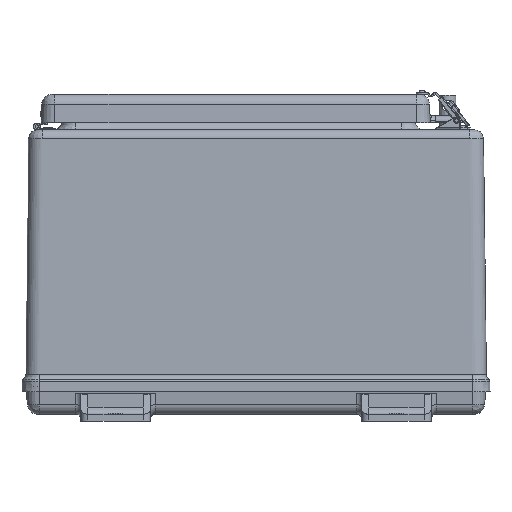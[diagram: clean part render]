
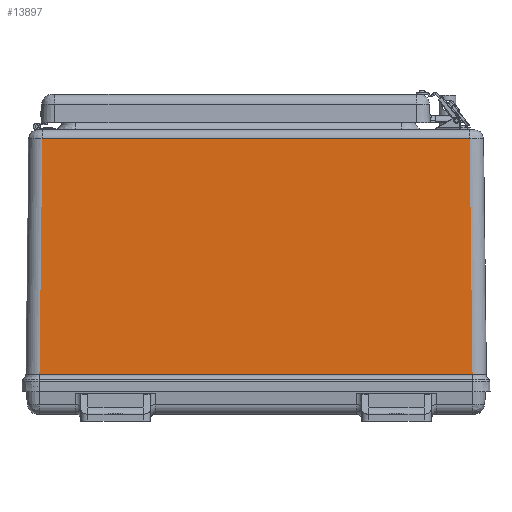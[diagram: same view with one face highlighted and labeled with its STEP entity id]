
A CAD part, front view. The second image highlights one B-rep face of the part: STEP entity #13897.
In plain terms, the highlighted planar face has unit normal (0, -1, 0.012).
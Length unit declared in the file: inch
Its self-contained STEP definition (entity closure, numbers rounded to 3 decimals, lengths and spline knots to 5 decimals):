
#514=PLANE($,#14864);
#861=LINE($,#21344,#1939);
#882=LINE($,#21949,#1960);
#883=LINE($,#21951,#1961);
#912=LINE($,#22600,#1990);
#913=LINE($,#22601,#1991);
#978=LINE($,#23974,#2056);
#980=LINE($,#24051,#2058);
#981=LINE($,#24052,#2059);
#1939=VECTOR($,#16519,15.61492);
#1960=VECTOR($,#16570,0.00773);
#1961=VECTOR($,#16571,0.00003);
#1990=VECTOR($,#16620,0.00003);
#1991=VECTOR($,#16621,0.00773);
#2056=VECTOR($,#16920,15.40875);
#2058=VECTOR($,#16930,8.50267);
#2059=VECTOR($,#16931,8.50267);
#3525=FACE_OUTER_BOUND($,#4411,.T.);
#4411=EDGE_LOOP($,(#10068,#10069,#10070,#10071,#10072,#10073,#10074,#10075));
#6188=VERTEX_POINT($,#21320);
#6192=VERTEX_POINT($,#21342);
#6218=VERTEX_POINT($,#21948);
#6219=VERTEX_POINT($,#21950);
#6248=VERTEX_POINT($,#22591);
#6249=VERTEX_POINT($,#22599);
#6323=VERTEX_POINT($,#23895);
#6325=VERTEX_POINT($,#23972);
#7534=EDGE_CURVE($,#6192,#6188,#861,.T.);
#7573=EDGE_CURVE($,#6188,#6218,#882,.T.);
#7574=EDGE_CURVE($,#6219,#6218,#883,.T.);
#7622=EDGE_CURVE($,#6249,#6248,#912,.T.);
#7623=EDGE_CURVE($,#6192,#6249,#913,.T.);
#7763=EDGE_CURVE($,#6323,#6325,#978,.T.);
#7767=EDGE_CURVE($,#6325,#6248,#980,.T.);
#7768=EDGE_CURVE($,#6219,#6323,#981,.T.);
#10068=ORIENTED_EDGE($,*,*,#7534,.F.);
#10069=ORIENTED_EDGE($,*,*,#7623,.T.);
#10070=ORIENTED_EDGE($,*,*,#7622,.T.);
#10071=ORIENTED_EDGE($,*,*,#7767,.F.);
#10072=ORIENTED_EDGE($,*,*,#7763,.F.);
#10073=ORIENTED_EDGE($,*,*,#7768,.F.);
#10074=ORIENTED_EDGE($,*,*,#7574,.T.);
#10075=ORIENTED_EDGE($,*,*,#7573,.F.);
#13897=ADVANCED_FACE($,(#3525),#514,.T.);
#14864=AXIS2_PLACEMENT_3D($,#24050,#16928,#16929);
#16519=DIRECTION($,(-1.,0.,0.));
#16570=DIRECTION($,(0.,0.012,1.));
#16571=DIRECTION($,(1.,0.,0.));
#16620=DIRECTION($,(1.,0.,0.));
#16621=DIRECTION($,(0.,0.012,1.));
#16920=DIRECTION($,(1.,0.,0.));
#16928=DIRECTION('center_axis',(0.,-1.,0.012));
#16929=DIRECTION('ref_axis',(0.,-0.012,-1.));
#16930=DIRECTION($,(0.012,-0.012,-1.));
#16931=DIRECTION($,(0.012,0.012,1.));
#21320=CARTESIAN_POINT('',(-7.80746,-10.14604,-0.00773));
#21342=CARTESIAN_POINT('',(7.80746,-10.14604,-0.00773));
#21344=CARTESIAN_POINT($,(7.80746,-10.14604,-0.00773));
#21948=CARTESIAN_POINT('',(-7.80746,-10.14595,0.));
#21949=CARTESIAN_POINT($,(-7.80746,-10.14604,-0.00773));
#21950=CARTESIAN_POINT('',(-7.80749,-10.14595,0.));
#21951=CARTESIAN_POINT($,(-7.80749,-10.14595,0.));
#22591=CARTESIAN_POINT('',(7.80749,-10.14595,0.));
#22599=CARTESIAN_POINT('',(7.80746,-10.14595,0.));
#22600=CARTESIAN_POINT($,(7.80746,-10.14595,0.));
#22601=CARTESIAN_POINT($,(7.80746,-10.14604,-0.00773));
#23895=CARTESIAN_POINT('',(-7.70437,-10.04284,8.50142));
#23972=CARTESIAN_POINT('',(7.70437,-10.04284,8.50142));
#23974=CARTESIAN_POINT($,(-7.70437,-10.04284,8.50142));
#24050=CARTESIAN_POINT('Origin',(-8.30745,-10.14595,0.));
#24051=CARTESIAN_POINT($,(7.70437,-10.04284,8.50142));
#24052=CARTESIAN_POINT($,(-7.80749,-10.14595,0.));
